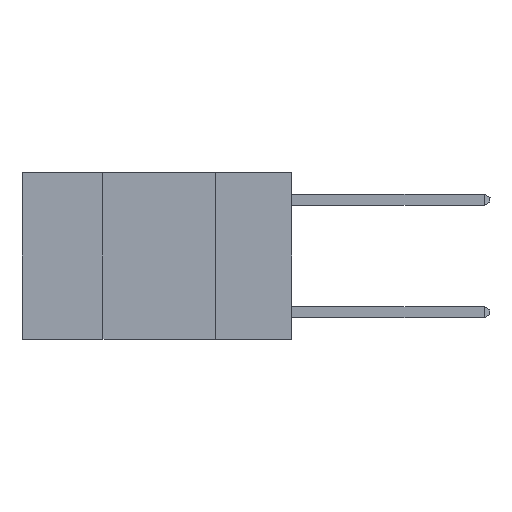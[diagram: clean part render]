
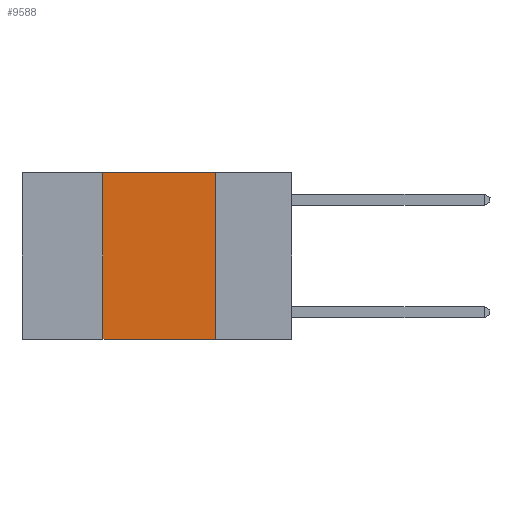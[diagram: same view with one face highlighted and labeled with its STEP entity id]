
A CAD part, left-side view. The second image highlights one B-rep face of the part: STEP entity #9588.
In plain terms, the highlighted planar face has unit normal (-1, 0, 0).
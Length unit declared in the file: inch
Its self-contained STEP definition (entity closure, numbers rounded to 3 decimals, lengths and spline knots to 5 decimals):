
#377 = DIRECTION ( 'NONE',  ( 0., 0., -1. ) ) ;
#718 = DIRECTION ( 'NONE',  ( 0., -1., 0. ) ) ;
#789 = VERTEX_POINT ( 'NONE', #12283 ) ;
#851 = CARTESIAN_POINT ( 'NONE',  ( 0., 0.42, 0. ) ) ;
#1143 = EDGE_CURVE ( 'NONE', #7566, #5272, #8449, .T. ) ;
#1276 = VECTOR ( 'NONE', #4427, 39.37008 ) ;
#1326 = ORIENTED_EDGE ( 'NONE', *, *, #4811, .F. ) ;
#1736 = DIRECTION ( 'NONE',  ( 1., 0., 0. ) ) ;
#1935 = LINE ( 'NONE', #851, #13584 ) ;
#1981 = LINE ( 'NONE', #6394, #1276 ) ;
#4427 = DIRECTION ( 'NONE',  ( 0., 0., -1. ) ) ;
#4811 = EDGE_CURVE ( 'NONE', #5272, #789, #1981, .T. ) ;
#4994 = CARTESIAN_POINT ( 'NONE',  ( 0., 0.6, 0. ) ) ;
#5272 = VERTEX_POINT ( 'NONE', #6115 ) ;
#5592 = ORIENTED_EDGE ( 'NONE', *, *, #10099, .F. ) ;
#5737 = CARTESIAN_POINT ( 'NONE',  ( 0., 0.42, 0. ) ) ;
#5866 = LINE ( 'NONE', #7963, #10836 ) ;
#6115 = CARTESIAN_POINT ( 'NONE',  ( 0., 0.17, 0. ) ) ;
#6394 = CARTESIAN_POINT ( 'NONE',  ( 0., 0.17, 0. ) ) ;
#6488 = CARTESIAN_POINT ( 'NONE',  ( 0., 0.42, -0.37 ) ) ;
#7293 = CARTESIAN_POINT ( 'NONE',  ( 0., 0.6, 0. ) ) ;
#7566 = VERTEX_POINT ( 'NONE', #5737 ) ;
#7963 = CARTESIAN_POINT ( 'NONE',  ( 0., 0.6, -0.37 ) ) ;
#8449 = LINE ( 'NONE', #7293, #8537 ) ;
#8503 = AXIS2_PLACEMENT_3D ( 'NONE', #4994, #1736, #377 ) ;
#8537 = VECTOR ( 'NONE', #718, 39.37008 ) ;
#8700 = EDGE_LOOP ( 'NONE', ( #1326, #11357, #5592, #12896 ) ) ;
#9110 = PLANE ( 'NONE',  #8503 ) ;
#9588 = ADVANCED_FACE ( 'NONE', ( #11404 ), #9110, .F. ) ;
#10099 = EDGE_CURVE ( 'NONE', #13820, #7566, #1935, .T. ) ;
#10669 = DIRECTION ( 'NONE',  ( 0., 0., 1. ) ) ;
#10836 = VECTOR ( 'NONE', #12360, 39.37008 ) ;
#11257 = EDGE_CURVE ( 'NONE', #13820, #789, #5866, .T. ) ;
#11357 = ORIENTED_EDGE ( 'NONE', *, *, #1143, .F. ) ;
#11404 = FACE_OUTER_BOUND ( 'NONE', #8700, .T. ) ;
#12283 = CARTESIAN_POINT ( 'NONE',  ( 0., 0.17, -0.37 ) ) ;
#12360 = DIRECTION ( 'NONE',  ( 0., -1., 0. ) ) ;
#12896 = ORIENTED_EDGE ( 'NONE', *, *, #11257, .T. ) ;
#13584 = VECTOR ( 'NONE', #10669, 39.37008 ) ;
#13820 = VERTEX_POINT ( 'NONE', #6488 ) ;
